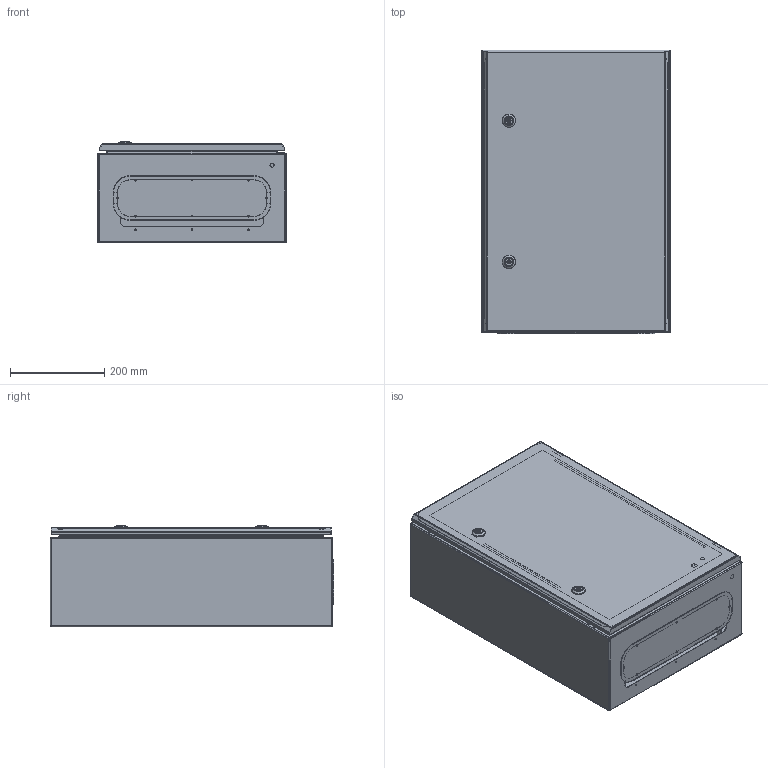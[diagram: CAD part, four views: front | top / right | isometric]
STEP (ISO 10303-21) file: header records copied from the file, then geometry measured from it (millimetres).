
FILE_DESCRIPTION (( 'STEP AP203' ), '1' );
FILE_NAME ('RH_462.STEP', '2019-05-27T07:38:56', ( '' ), ( '' ), 'SwSTEP 2.0', 'SolidWorks 2012', '' );
FILE_SCHEMA (( 'CONFIG_CONTROL_DESIGN' ));
Length unit declared in the file: millimetre
Products named in the file (15): RH_GR1-ZAMEK IP 65; FH-M8-20-STCu; RH_GR1-RHdrzwibl_46; FH-M8-40-STCu; Zawias_skrzynki_RH; RH-Dekiel_Dekiel335x95; RH_Korpus_uproszczony_RH 462 Korpus; RH_GR1-RHdrzwi_46; RH_GR1-Uziemienie; RH_GR1-UszczelkaRH_46; RH_GR1-PT-M6-15-StCu; RH_GR1-RH_zawias_drzwi; RH_GR1-Flange230; RH_462; RH__RHSS_GR1_PM_46
Assembly tree (23 placements, depth 3):
  RH_462
    RH_Korpus_uproszczony_RH 462 Korpus
    FH-M8-40-STCu  x4
    RH-Dekiel_Dekiel335x95
    Zawias_skrzynki_RH  x2
    FH-M8-20-STCu  x2
    RH_GR1-RHdrzwi_46
      RH_GR1-RHdrzwibl_46
      RH_GR1-ZAMEK IP 65  x2
      RH_GR1-RH_zawias_drzwi  x2
      RH_GR1-UszczelkaRH_46
      RH_GR1-Flange230  x3
      RH_GR1-PT-M6-15-StCu
      RH_GR1-Uziemienie
    RH__RHSS_GR1_PM_46
Bounding box: 400 x 602.7 x 215.83 mm (x, y, z)
Volume: 2067034.8 mm3; surface area: 2491927.7 mm2
Topology: 32 solids, 32 shells, 1446 faces, 3874 edges, 2486 vertices
Faces by surface type: plane 572, cylinder 426, bspline 258, cone 134, torus 40, sphere 16
Entity records: 35931 total; most frequent: CARTESIAN_POINT 13270, ORIENTED_EDGE 4602, DIRECTION 4091, EDGE_CURVE 2301, AXIS2_PLACEMENT_3D 1518, VERTEX_POINT 1479, LINE 1055, VECTOR 1055
